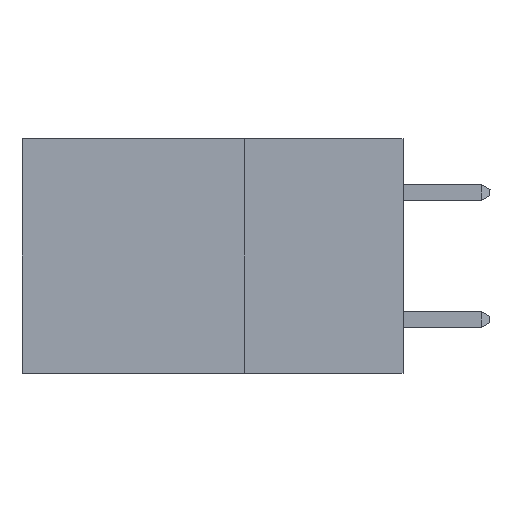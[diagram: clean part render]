
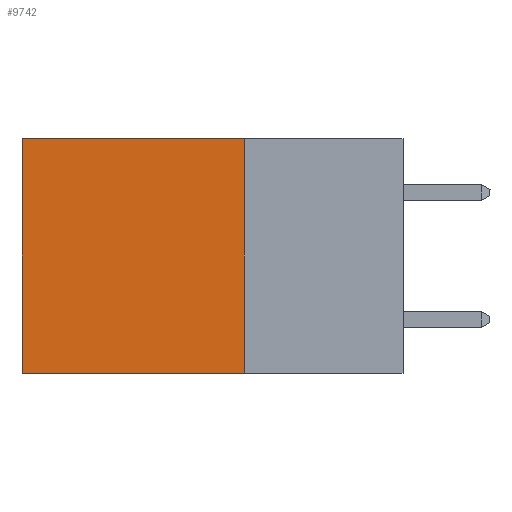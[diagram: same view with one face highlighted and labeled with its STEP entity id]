
A CAD part, left-side view. The second image highlights one B-rep face of the part: STEP entity #9742.
In plain terms, the highlighted planar face has unit normal (-1, 0, 0).
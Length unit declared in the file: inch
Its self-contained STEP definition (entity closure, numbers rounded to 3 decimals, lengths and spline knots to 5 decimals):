
#118 = EDGE_CURVE ( 'NONE', #2144, #8479, #6332, .T. ) ;
#697 = CARTESIAN_POINT ( 'NONE',  ( 0.2875, 0.25, 0. ) ) ;
#2144 = VERTEX_POINT ( 'NONE', #697 ) ;
#2160 = EDGE_CURVE ( 'NONE', #2144, #13593, #12914, .T. ) ;
#5730 = EDGE_CURVE ( 'NONE', #13593, #17718, #16610, .T. ) ;
#6104 = FACE_OUTER_BOUND ( 'NONE', #22553, .T. ) ;
#6332 = LINE ( 'NONE', #17293, #10812 ) ;
#6635 = VECTOR ( 'NONE', #8735, 39.37008 ) ;
#6706 = DIRECTION ( 'NONE',  ( 1., 0., 0. ) ) ;
#7012 = CARTESIAN_POINT ( 'NONE',  ( 0.2875, 0.6, 0. ) ) ;
#8247 = EDGE_CURVE ( 'NONE', #8479, #17718, #20046, .T. ) ;
#8479 = VERTEX_POINT ( 'NONE', #7012 ) ;
#8735 = DIRECTION ( 'NONE',  ( 0., 0., -1. ) ) ;
#9051 = CARTESIAN_POINT ( 'NONE',  ( 0.2875, 0.25, -0.37 ) ) ;
#9539 = ORIENTED_EDGE ( 'NONE', *, *, #8247, .T. ) ;
#9742 = ADVANCED_FACE ( 'NONE', ( #6104 ), #18071, .F. ) ;
#10379 = VECTOR ( 'NONE', #16608, 39.37008 ) ;
#10622 = VECTOR ( 'NONE', #23264, 39.37008 ) ;
#10812 = VECTOR ( 'NONE', #19018, 39.37008 ) ;
#12914 = LINE ( 'NONE', #22616, #6635 ) ;
#13593 = VERTEX_POINT ( 'NONE', #9051 ) ;
#15961 = AXIS2_PLACEMENT_3D ( 'NONE', #23513, #6706, #19926 ) ;
#16608 = DIRECTION ( 'NONE',  ( 0., 1., 0. ) ) ;
#16610 = LINE ( 'NONE', #22884, #10379 ) ;
#17293 = CARTESIAN_POINT ( 'NONE',  ( 0.2875, 0.25, 0. ) ) ;
#17713 = CARTESIAN_POINT ( 'NONE',  ( 0.2875, 0.6, 0. ) ) ;
#17718 = VERTEX_POINT ( 'NONE', #19831 ) ;
#18071 = PLANE ( 'NONE',  #15961 ) ;
#19018 = DIRECTION ( 'NONE',  ( 0., 1., 0. ) ) ;
#19831 = CARTESIAN_POINT ( 'NONE',  ( 0.2875, 0.6, -0.37 ) ) ;
#19926 = DIRECTION ( 'NONE',  ( 0., 0., -1. ) ) ;
#20046 = LINE ( 'NONE', #17713, #10622 ) ;
#20192 = ORIENTED_EDGE ( 'NONE', *, *, #118, .T. ) ;
#21685 = ORIENTED_EDGE ( 'NONE', *, *, #2160, .F. ) ;
#22553 = EDGE_LOOP ( 'NONE', ( #9539, #24403, #21685, #20192 ) ) ;
#22616 = CARTESIAN_POINT ( 'NONE',  ( 0.2875, 0.25, 0. ) ) ;
#22884 = CARTESIAN_POINT ( 'NONE',  ( 0.2875, 0.25, -0.37 ) ) ;
#23264 = DIRECTION ( 'NONE',  ( 0., 0., -1. ) ) ;
#23513 = CARTESIAN_POINT ( 'NONE',  ( 0.2875, 0.25, 0. ) ) ;
#24403 = ORIENTED_EDGE ( 'NONE', *, *, #5730, .F. ) ;
